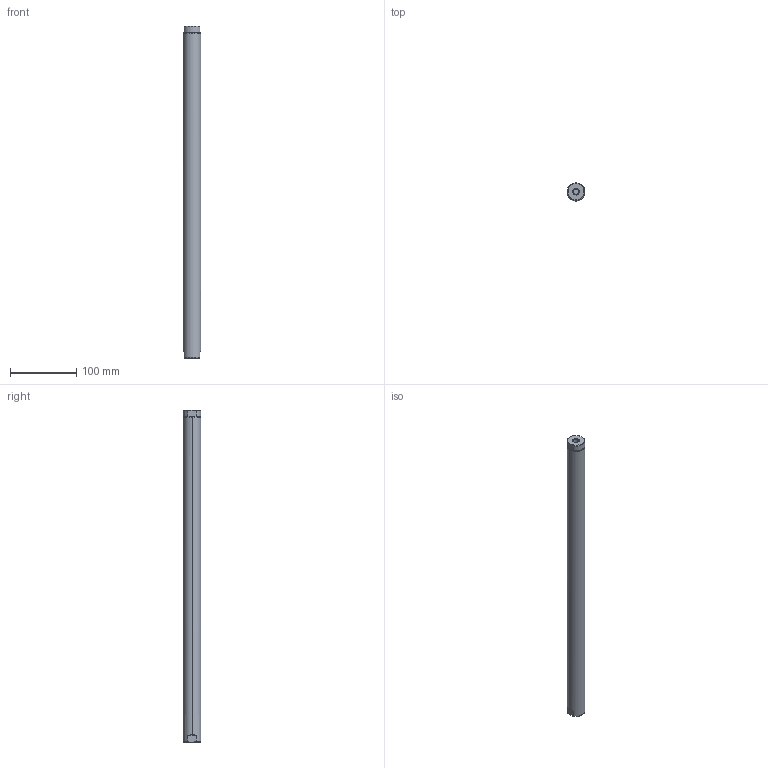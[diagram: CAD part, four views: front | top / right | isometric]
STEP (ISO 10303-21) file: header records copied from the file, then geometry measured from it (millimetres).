
FILE_DESCRIPTION (( 'STEP AP214' ), '1' );
FILE_NAME ('PL01-27x500!420.STEP', '2007-03-01T17:20:05', ( 'Ausderau' ), ( 'NTI AG' ), 'SwSTEP 2.0', 'SolidWorks 2005037', '' );
FILE_SCHEMA (( 'AUTOMOTIVE_DESIGN' ));
Length unit declared in the file: millimetre
Products named in the file (1): PL01-27x500!420
Bounding box: 27 x 26.9 x 500 mm (x, y, z)
Volume: 283823.5 mm3; surface area: 44376.5 mm2
Topology: 1 solids, 1 shells, 35 faces, 86 edges, 56 vertices
Faces by surface type: plane 17, cylinder 10, torus 4, cone 4
Entity records: 1155 total; most frequent: CARTESIAN_POINT 326, ORIENTED_EDGE 172, DIRECTION 166, EDGE_CURVE 86, AXIS2_PLACEMENT_3D 64, VERTEX_POINT 56, EDGE_LOOP 38, VECTOR 38
